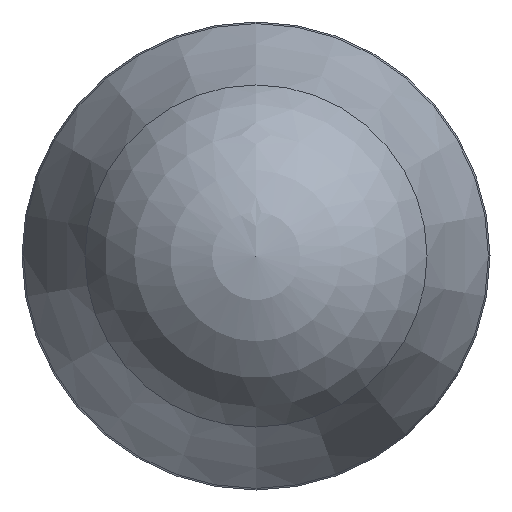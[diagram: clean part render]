
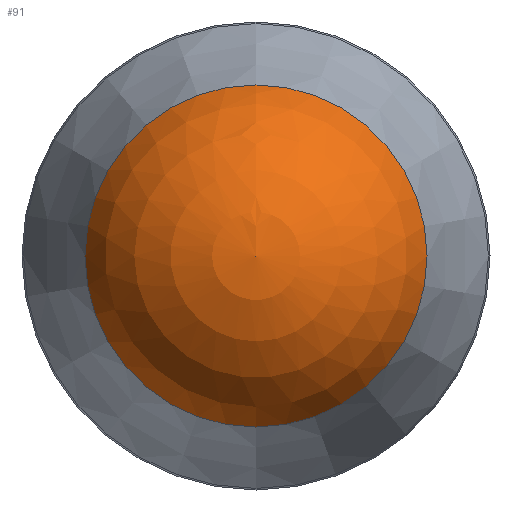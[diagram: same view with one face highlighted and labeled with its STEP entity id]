
A CAD part, left-side view. The second image highlights one B-rep face of the part: STEP entity #91.
In plain terms, the highlighted spherical face has radius 3.5 mm.
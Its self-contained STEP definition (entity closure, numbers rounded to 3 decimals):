
#91=ADVANCED_FACE('',(#106),#105,.T.);
#105=SPHERICAL_SURFACE('',#209,3.5);
#106=FACE_OUTER_BOUND('',#111,.T.);
#111=EDGE_LOOP('',(#135));
#135=ORIENTED_EDGE('',*,*,#181,.F.);
#167=VERTEX_POINT('',#288);
#181=EDGE_CURVE('',#167,#167,#197,.T.);
#197=CIRCLE('',#208,3.289);
#208=AXIS2_PLACEMENT_3D('',#287,#234,#235);
#209=AXIS2_PLACEMENT_3D('',#289,#236,#237);
#234=DIRECTION('',(1.,0.,0.));
#235=DIRECTION('',(0.,0.,-1.));
#236=DIRECTION('',(1.,0.,0.));
#237=DIRECTION('',(0.,0.,1.));
#287=CARTESIAN_POINT('',(-15.772,0.,0.));
#288=CARTESIAN_POINT('',(-15.772,0.,-3.289));
#289=CARTESIAN_POINT('',(-14.575,0.,0.));
